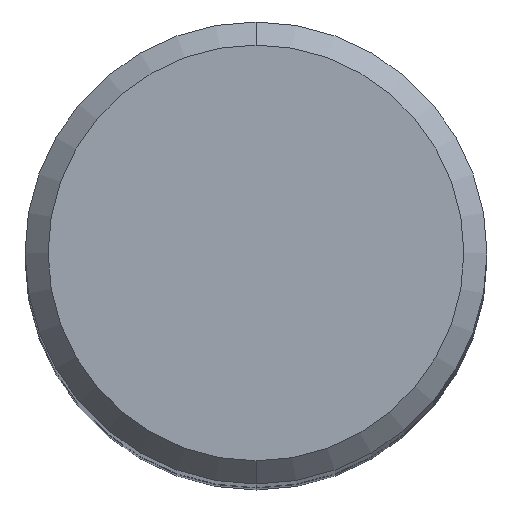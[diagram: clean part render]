
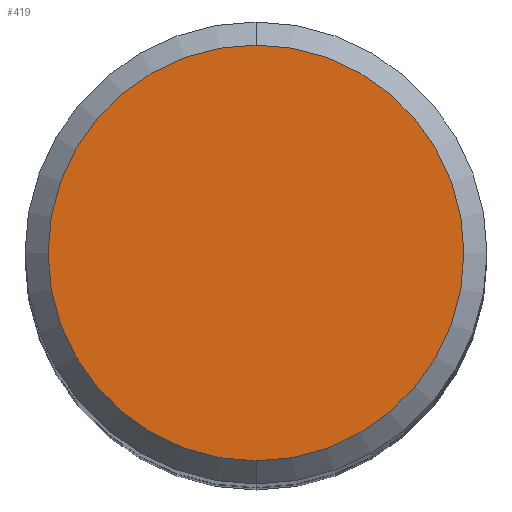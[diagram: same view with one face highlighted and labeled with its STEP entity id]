
A CAD part, top view. The second image highlights one B-rep face of the part: STEP entity #419.
In plain terms, the highlighted planar face has unit normal (0, 0, 1).
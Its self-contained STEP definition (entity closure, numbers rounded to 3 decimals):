
#185=EDGE_CURVE('',#335,#305,#486,.T.);
#269=EDGE_CURVE('',#305,#335,#575,.T.);
#305=VERTEX_POINT('',#615);
#335=VERTEX_POINT('',#649);
#419=ADVANCED_FACE('',(#744),#745,.T.);
#486=CIRCLE('',#812,3.6);
#575=CIRCLE('',#953,3.6);
#615=CARTESIAN_POINT('',(0.0,3.6,0.0));
#649=CARTESIAN_POINT('',(0.,-3.6,0.0));
#744=FACE_OUTER_BOUND('',#1352,.T.);
#745=PLANE('',#1353);
#812=AXIS2_PLACEMENT_3D('',#1448,#1449,#1450);
#953=AXIS2_PLACEMENT_3D('',#1524,#1525,#1526);
#1352=EDGE_LOOP('',(#1729,#1730));
#1353=AXIS2_PLACEMENT_3D('',#1731,#1732,#1733);
#1448=CARTESIAN_POINT('',(0.0,0.0,0.0));
#1449=DIRECTION('',(0.0,0.0,-1.0));
#1450=DIRECTION('',(0.0,1.0,0.0));
#1524=CARTESIAN_POINT('',(0.0,0.0,0.0));
#1525=DIRECTION('',(0.0,0.0,-1.0));
#1526=DIRECTION('',(0.0,1.0,0.0));
#1729=ORIENTED_EDGE('',*,*,#269,.F.);
#1730=ORIENTED_EDGE('',*,*,#185,.F.);
#1731=CARTESIAN_POINT('',(0.0,1.8,0.0));
#1732=DIRECTION('',(-0.0,0.0,1.0));
#1733=DIRECTION('',(0.0,-1.0,0.0));
